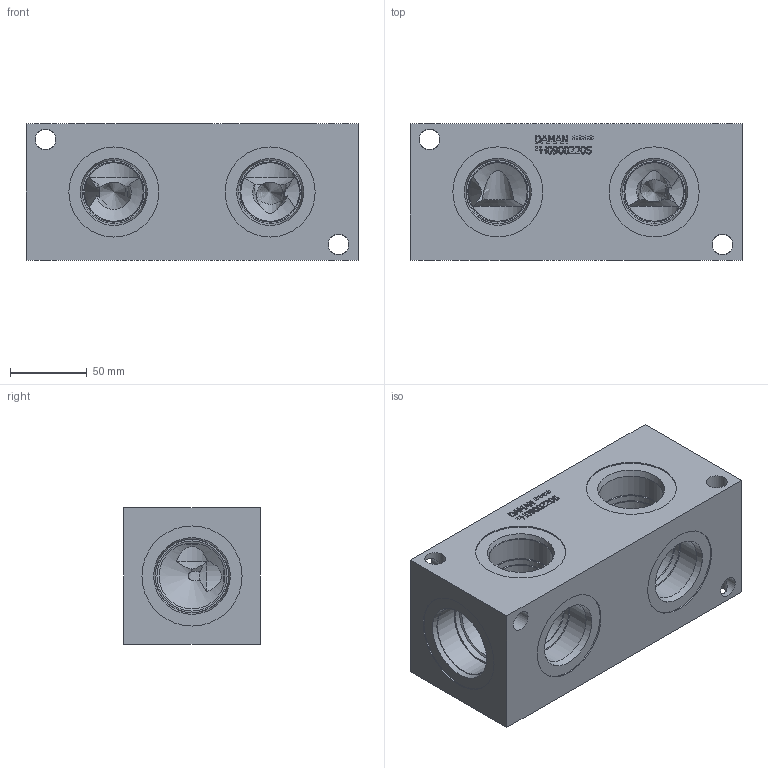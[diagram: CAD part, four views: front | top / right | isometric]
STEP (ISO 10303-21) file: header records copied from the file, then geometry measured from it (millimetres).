
FILE_DESCRIPTION(/* description */ (''),/* implementation_level */ '2;1');
FILE_NAME(/* name */ '_H0900220S.stp',/* time_stamp */ '2022-06-09T12:37:10-04:00',/* author */ ('bobbyh'),/* organization */ (''),/* preprocessor_version */ 'ST-DEVELOPER v18',/* originating_system */ 'Autodesk Inventor 2020',/* authorisation */ '');
FILE_SCHEMA (('AUTOMOTIVE_DESIGN { 1 0 10303 214 3 1 1 }'));
Length unit declared in the file: millimetre
Products named in the file (1): Part_+H0900220S_3D
Bounding box: 215.9 x 88.9 x 88.9 mm (x, y, z)
Volume: 1323673.3 mm3; surface area: 130521.3 mm2
Topology: 2 solids, 2 shells, 401 faces, 1100 edges, 733 vertices
Faces by surface type: plane 216, bspline 113, cylinder 38, cone 34
Full cylindrical faces by diameter (mm): 13.487 x8, 38.1 x4, 39.218 x4, 41.275 x3, 41.28 x1, 41.758 x1, 42.875 x2, 43.51 x3, 45.568 x2, 47.625 x2, 48.057 x2, 58.572 x4, 65.126 x2
Entity records: 13882 total; most frequent: CARTESIAN_POINT 4003, ORIENTED_EDGE 2194, DIRECTION 1564, EDGE_CURVE 1097, VERTEX_POINT 733, LINE 696, VECTOR 696, EDGE_LOOP 454
